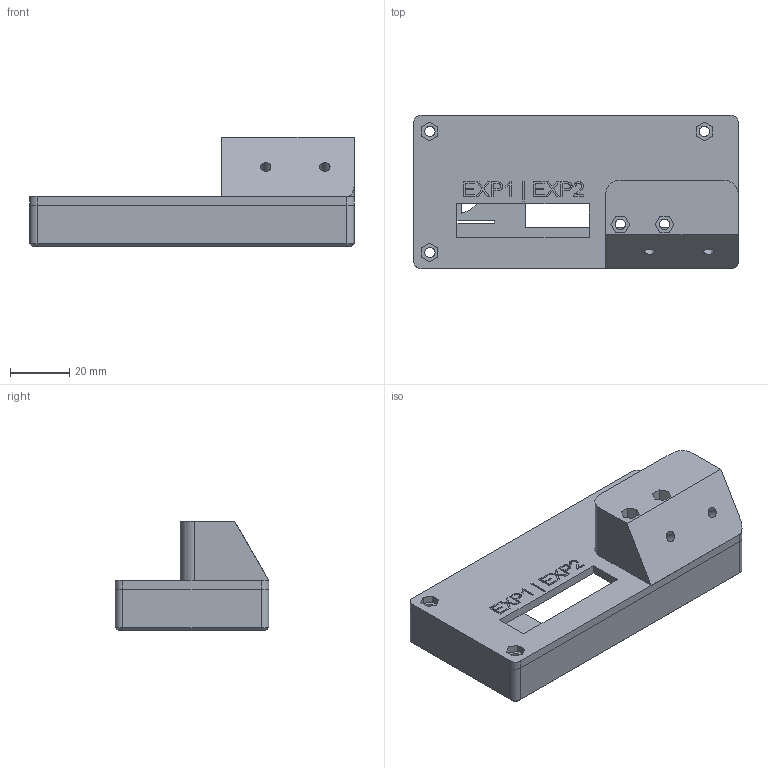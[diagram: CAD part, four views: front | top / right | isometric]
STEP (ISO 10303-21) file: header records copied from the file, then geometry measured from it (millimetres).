
FILE_DESCRIPTION(/* description */ (''),/* implementation_level */ '2;1');
FILE_NAME(/* name */ 'Display_Assy.step',/* time_stamp */ '2023-10-24T17:24:13+02:00',/* author */ (''),/* organization */ (''),/* preprocessor_version */ 'ST-DEVELOPER v20',/* originating_system */ 'Autodesk Translation Framework v12.14.0.127',/* authorisation */ '');
FILE_SCHEMA (('AUTOMOTIVE_DESIGN { 1 0 10303 214 3 1 1 }'));
Length unit declared in the file: millimetre
Products named in the file (1): Display_Assy
Bounding box: 110 x 52 x 37 mm (x, y, z)
Volume: 52942.5 mm3; surface area: 35569.7 mm2
Topology: 3 solids, 3 shells, 349 faces, 930 edges, 616 vertices
Faces by surface type: plane 227, cylinder 62, bspline 52, cone 8
Full cylindrical faces by diameter (mm): 3.5 x14, 5.5 x6, 6.9 x2, 7 x2, 7.5 x1
Entity records: 11379 total; most frequent: CARTESIAN_POINT 2780, ORIENTED_EDGE 1860, DIRECTION 1554, EDGE_CURVE 930, LINE 694, VECTOR 694, VERTEX_POINT 616, AXIS2_PLACEMENT_3D 430
